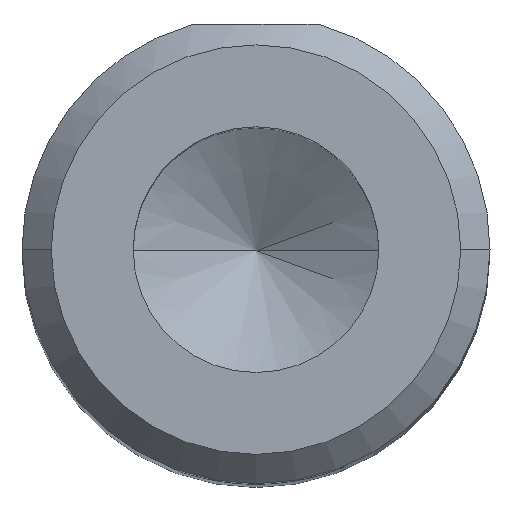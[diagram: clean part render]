
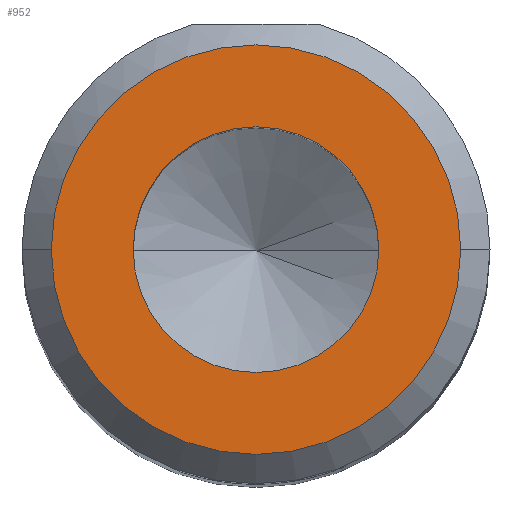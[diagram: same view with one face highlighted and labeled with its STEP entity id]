
A CAD part, top view. The second image highlights one B-rep face of the part: STEP entity #952.
In plain terms, the highlighted planar face has unit normal (0, 0, 1).
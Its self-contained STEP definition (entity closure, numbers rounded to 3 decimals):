
#35 = ORIENTED_EDGE ( 'NONE', *, *, #742, .T. ) ;
#115 = CIRCLE ( 'NONE', #365, 3.5 ) ;
#136 = DIRECTION ( 'NONE',  ( 0., 0., 1. ) ) ;
#198 = FACE_OUTER_BOUND ( 'NONE', #298, .T. ) ;
#259 = AXIS2_PLACEMENT_3D ( 'NONE', #1086, #505, #1193 ) ;
#294 = AXIS2_PLACEMENT_3D ( 'NONE', #1258, #1159, #577 ) ;
#298 = EDGE_LOOP ( 'NONE', ( #955, #35 ) ) ;
#303 = EDGE_LOOP ( 'NONE', ( #364, #1103 ) ) ;
#344 = CARTESIAN_POINT ( 'NONE',  ( -2.1, 0., 20. ) ) ;
#349 = CARTESIAN_POINT ( 'NONE',  ( 3.5, 0., 20. ) ) ;
#364 = ORIENTED_EDGE ( 'NONE', *, *, #1050, .F. ) ;
#365 = AXIS2_PLACEMENT_3D ( 'NONE', #1100, #515, #1207 ) ;
#377 = PLANE ( 'NONE',  #294 ) ;
#435 = CARTESIAN_POINT ( 'NONE',  ( 0., 0., 20. ) ) ;
#505 = DIRECTION ( 'NONE',  ( 0., 0., 1. ) ) ;
#513 = VERTEX_POINT ( 'NONE', #344 ) ;
#515 = DIRECTION ( 'NONE',  ( 0., 0., 1. ) ) ;
#535 = DIRECTION ( 'NONE',  ( 1., 0., 0. ) ) ;
#559 = CARTESIAN_POINT ( 'NONE',  ( 2.1, 0., 20. ) ) ;
#567 = VERTEX_POINT ( 'NONE', #628 ) ;
#577 = DIRECTION ( 'NONE',  ( 1., 0., 0. ) ) ;
#628 = CARTESIAN_POINT ( 'NONE',  ( -3.5, 0., 20. ) ) ;
#673 = AXIS2_PLACEMENT_3D ( 'NONE', #699, #136, #797 ) ;
#699 = CARTESIAN_POINT ( 'NONE',  ( 0., 0., 20. ) ) ;
#737 = CIRCLE ( 'NONE', #1244, 2.1 ) ;
#742 = EDGE_CURVE ( 'NONE', #1124, #567, #826, .T. ) ;
#797 = DIRECTION ( 'NONE',  ( 1., 0., 0. ) ) ;
#799 = EDGE_CURVE ( 'NONE', #513, #920, #737, .T. ) ;
#826 = CIRCLE ( 'NONE', #259, 3.5 ) ;
#861 = CIRCLE ( 'NONE', #673, 2.1 ) ;
#920 = VERTEX_POINT ( 'NONE', #559 ) ;
#952 = ADVANCED_FACE ( 'NONE', ( #198, #1237 ), #377, .T. ) ;
#955 = ORIENTED_EDGE ( 'NONE', *, *, #1037, .T. ) ;
#1037 = EDGE_CURVE ( 'NONE', #567, #1124, #115, .T. ) ;
#1050 = EDGE_CURVE ( 'NONE', #920, #513, #861, .T. ) ;
#1086 = CARTESIAN_POINT ( 'NONE',  ( 0., 0., 20. ) ) ;
#1100 = CARTESIAN_POINT ( 'NONE',  ( 0., 0., 20. ) ) ;
#1103 = ORIENTED_EDGE ( 'NONE', *, *, #799, .F. ) ;
#1117 = DIRECTION ( 'NONE',  ( 0., 0., 1. ) ) ;
#1124 = VERTEX_POINT ( 'NONE', #349 ) ;
#1159 = DIRECTION ( 'NONE',  ( 0., 0., 1. ) ) ;
#1193 = DIRECTION ( 'NONE',  ( 1., 0., 0. ) ) ;
#1207 = DIRECTION ( 'NONE',  ( 1., 0., 0. ) ) ;
#1237 = FACE_BOUND ( 'NONE', #303, .T. ) ;
#1244 = AXIS2_PLACEMENT_3D ( 'NONE', #435, #1117, #535 ) ;
#1258 = CARTESIAN_POINT ( 'NONE',  ( 0., 0., 20. ) ) ;
